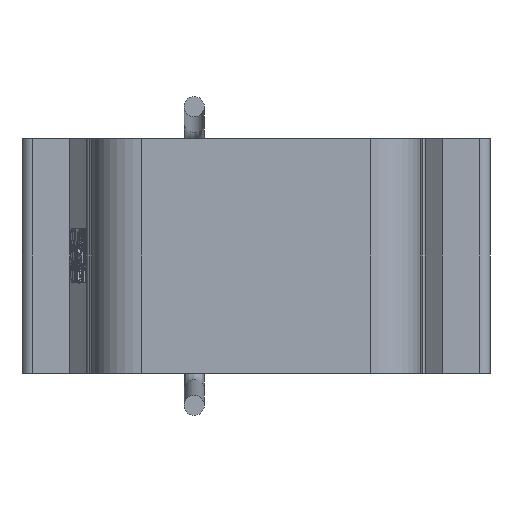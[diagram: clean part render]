
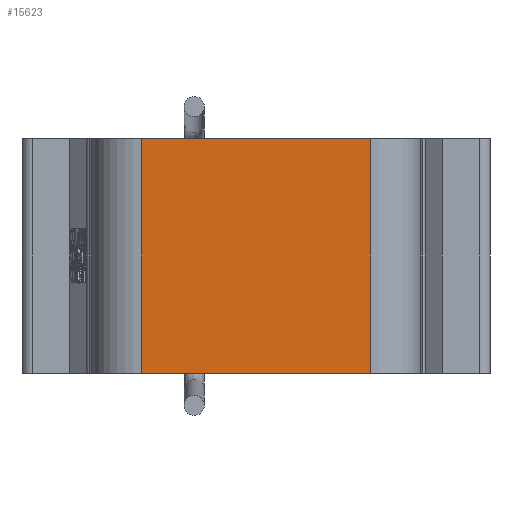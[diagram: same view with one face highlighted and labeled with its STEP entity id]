
A CAD part, left-side view. The second image highlights one B-rep face of the part: STEP entity #15623.
In plain terms, the highlighted planar face has unit normal (-1, 0, 0).
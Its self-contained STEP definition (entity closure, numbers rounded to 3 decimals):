
#1628 = EDGE_CURVE ( 'NONE', #15582, #10831, #15286, .T. ) ;
#1702 = VECTOR ( 'NONE', #6917, 1000. ) ;
#2297 = VECTOR ( 'NONE', #18300, 1000. ) ;
#3163 = ORIENTED_EDGE ( 'NONE', *, *, #3590, .T. ) ;
#3590 = EDGE_CURVE ( 'NONE', #16299, #15582, #14219, .T. ) ;
#5635 = DIRECTION ( 'NONE',  ( 0., 0., 1. ) ) ;
#5894 = CARTESIAN_POINT ( 'NONE',  ( -149.622, 15.282, 47.63 ) ) ;
#6066 = CARTESIAN_POINT ( 'NONE',  ( -149.622, 22.148, 47.63 ) ) ;
#6126 = DIRECTION ( 'NONE',  ( 0., -1., 0. ) ) ;
#6917 = DIRECTION ( 'NONE',  ( 0., 0., 1. ) ) ;
#7365 = CARTESIAN_POINT ( 'NONE',  ( -149.622, 15.282, 47.63 ) ) ;
#8124 = LINE ( 'NONE', #21759, #2297 ) ;
#8182 = EDGE_CURVE ( 'NONE', #12227, #10831, #22046, .T. ) ;
#9161 = AXIS2_PLACEMENT_3D ( 'NONE', #12710, #16297, #5635 ) ;
#10803 = EDGE_LOOP ( 'NONE', ( #18113, #20033, #15545, #3163 ) ) ;
#10831 = VERTEX_POINT ( 'NONE', #13820 ) ;
#10955 = PLANE ( 'NONE',  #9161 ) ;
#12227 = VERTEX_POINT ( 'NONE', #14295 ) ;
#12710 = CARTESIAN_POINT ( 'NONE',  ( -149.622, 15.282, 47.63 ) ) ;
#13820 = CARTESIAN_POINT ( 'NONE',  ( -149.622, 15.282, 54.63 ) ) ;
#14219 = LINE ( 'NONE', #5894, #17826 ) ;
#14295 = CARTESIAN_POINT ( 'NONE',  ( -149.622, 22.148, 54.63 ) ) ;
#15104 = FACE_OUTER_BOUND ( 'NONE', #10803, .T. ) ;
#15286 = LINE ( 'NONE', #19302, #1702 ) ;
#15545 = ORIENTED_EDGE ( 'NONE', *, *, #19329, .F. ) ;
#15582 = VERTEX_POINT ( 'NONE', #7365 ) ;
#15623 = ADVANCED_FACE ( 'NONE', ( #15104 ), #10955, .T. ) ;
#16297 = DIRECTION ( 'NONE',  ( -1., 0., 0. ) ) ;
#16299 = VERTEX_POINT ( 'NONE', #6066 ) ;
#16791 = CARTESIAN_POINT ( 'NONE',  ( -149.622, 15.282, 54.63 ) ) ;
#17386 = VECTOR ( 'NONE', #6126, 1000. ) ;
#17826 = VECTOR ( 'NONE', #21835, 1000. ) ;
#18113 = ORIENTED_EDGE ( 'NONE', *, *, #1628, .T. ) ;
#18300 = DIRECTION ( 'NONE',  ( 0., 0., 1. ) ) ;
#19302 = CARTESIAN_POINT ( 'NONE',  ( -149.622, 15.282, 47.63 ) ) ;
#19329 = EDGE_CURVE ( 'NONE', #16299, #12227, #8124, .T. ) ;
#20033 = ORIENTED_EDGE ( 'NONE', *, *, #8182, .F. ) ;
#21759 = CARTESIAN_POINT ( 'NONE',  ( -149.622, 22.148, 47.63 ) ) ;
#21835 = DIRECTION ( 'NONE',  ( 0., -1., 0. ) ) ;
#22046 = LINE ( 'NONE', #16791, #17386 ) ;
